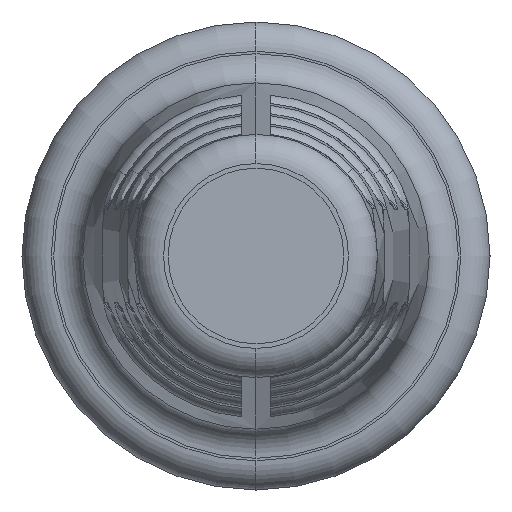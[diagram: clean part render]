
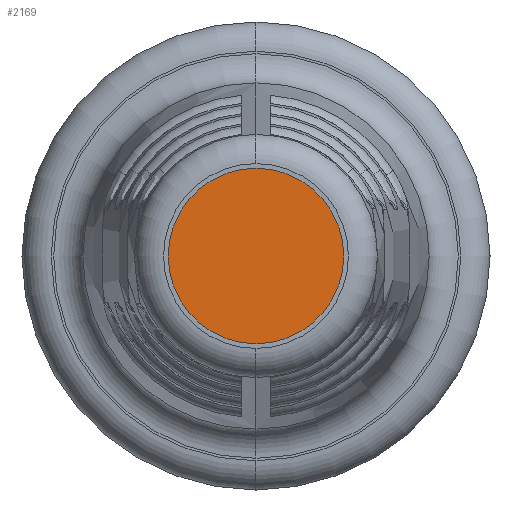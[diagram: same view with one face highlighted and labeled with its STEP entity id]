
A CAD part, left-side view. The second image highlights one B-rep face of the part: STEP entity #2169.
In plain terms, the highlighted face is planar.
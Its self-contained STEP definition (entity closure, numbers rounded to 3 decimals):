
#23 = EDGE_CURVE ( 'NONE', #6835, #7517, #1110, .T. ) ;
#340 = PLANE ( 'NONE',  #4513 ) ;
#1110 = CIRCLE ( 'NONE', #9757, 1.5 ) ;
#1677 = DIRECTION ( 'NONE',  ( 1., 0., 0. ) ) ;
#1775 = DIRECTION ( 'NONE',  ( 1., 0., 0. ) ) ;
#2169 = ADVANCED_FACE ( 'NONE', ( #2819 ), #340, .F. ) ;
#2819 = FACE_OUTER_BOUND ( 'NONE', #2992, .T. ) ;
#2992 = EDGE_LOOP ( 'NONE', ( #7402, #10296 ) ) ;
#3626 = DIRECTION ( 'NONE',  ( 0., 0., 1. ) ) ;
#3925 = AXIS2_PLACEMENT_3D ( 'NONE', #5792, #5618, #1677 ) ;
#4513 = AXIS2_PLACEMENT_3D ( 'NONE', #9437, #3626, #6955 ) ;
#5618 = DIRECTION ( 'NONE',  ( 0., 0., 1. ) ) ;
#5784 = EDGE_CURVE ( 'NONE', #7517, #6835, #7054, .T. ) ;
#5792 = CARTESIAN_POINT ( 'NONE',  ( 0., 0., 0. ) ) ;
#6155 = CARTESIAN_POINT ( 'NONE',  ( 1.5, 0., 0. ) ) ;
#6434 = CARTESIAN_POINT ( 'NONE',  ( -1.5, 0., 0. ) ) ;
#6835 = VERTEX_POINT ( 'NONE', #6434 ) ;
#6955 = DIRECTION ( 'NONE',  ( 1., 0., 0. ) ) ;
#7054 = CIRCLE ( 'NONE', #3925, 1.5 ) ;
#7402 = ORIENTED_EDGE ( 'NONE', *, *, #23, .F. ) ;
#7517 = VERTEX_POINT ( 'NONE', #6155 ) ;
#9437 = CARTESIAN_POINT ( 'NONE',  ( 0., 0., 0. ) ) ;
#9757 = AXIS2_PLACEMENT_3D ( 'NONE', #10073, #10126, #1775 ) ;
#10073 = CARTESIAN_POINT ( 'NONE',  ( 0., 0., 0. ) ) ;
#10126 = DIRECTION ( 'NONE',  ( 0., 0., 1. ) ) ;
#10296 = ORIENTED_EDGE ( 'NONE', *, *, #5784, .F. ) ;
